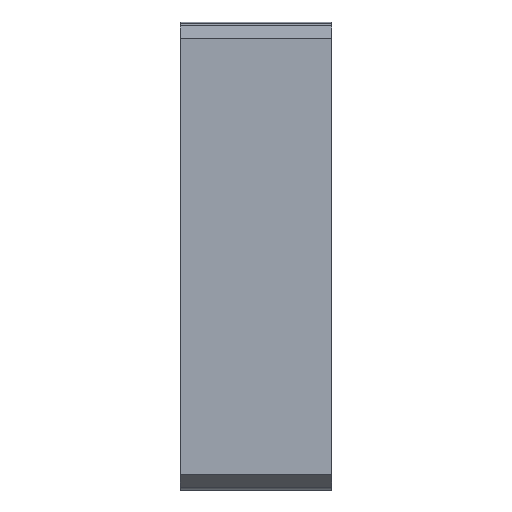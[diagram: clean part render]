
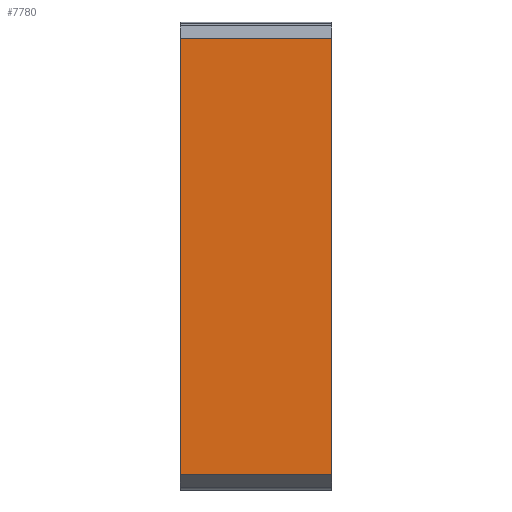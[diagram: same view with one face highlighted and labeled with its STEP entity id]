
A CAD part, top view. The second image highlights one B-rep face of the part: STEP entity #7780.
In plain terms, the highlighted face is planar.
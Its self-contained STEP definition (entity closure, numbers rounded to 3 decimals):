
#3660=CARTESIAN_POINT('',(12.632,5.35,52.845));
#3670=VERTEX_POINT('',#3660);
#3700=CARTESIAN_POINT('',(35.364,5.35,52.845));
#3710=DIRECTION('',(1.,0.,0.));
#3720=VECTOR('',#3710,1.);
#3730=LINE('',#3700,#3720);
#3740=CARTESIAN_POINT('',(22.732,5.35,52.845));
#3750=VERTEX_POINT('',#3740);
#3760=EDGE_CURVE('',#3670,#3750,#3730,.T.);
#7480=CARTESIAN_POINT('',(10.541,5.35,
53.243));
#7490=DIRECTION('',(0.,-1.,0.));
#7500=DIRECTION('',(1.,0.,0.));
#7510=AXIS2_PLACEMENT_3D('',#7480,#7490,#7500);
#7520=PLANE('',#7510);
#7530=CARTESIAN_POINT('',(22.732,5.35,102.19));
#7540=DIRECTION('',(0.,0.,-1.));
#7550=VECTOR('',#7540,1.);
#7560=LINE('',#7530,#7550);
#7570=CARTESIAN_POINT('',(22.732,5.35,49.345));
#7580=VERTEX_POINT('',#7570);
#7590=EDGE_CURVE('',#3750,#7580,#7560,.T.);
#7600=ORIENTED_EDGE('',*,*,#7590,.T.);
#7610=ORIENTED_EDGE('',*,*,#3760,.T.);
#7620=CARTESIAN_POINT('',(12.632,5.35,102.19));
#7630=DIRECTION('',(0.,0.,1.));
#7640=VECTOR('',#7630,1.);
#7650=LINE('',#7620,#7640);
#7660=CARTESIAN_POINT('',(12.632,5.35,49.345));
#7670=VERTEX_POINT('',#7660);
#7680=EDGE_CURVE('',#7670,#3670,#7650,.T.);
#7690=ORIENTED_EDGE('',*,*,#7680,.T.);
#7700=CARTESIAN_POINT('',(35.364,5.35,49.345));
#7710=DIRECTION('',(1.,0.,0.));
#7720=VECTOR('',#7710,1.);
#7730=LINE('',#7700,#7720);
#7740=EDGE_CURVE('',#7670,#7580,#7730,.T.);
#7750=ORIENTED_EDGE('',*,*,#7740,.F.);
#7760=EDGE_LOOP('',(#7750,#7690,#7610,#7600));
#7770=FACE_OUTER_BOUND('',#7760,.T.);
#7780=ADVANCED_FACE('',(#7770),#7520,.F.);
